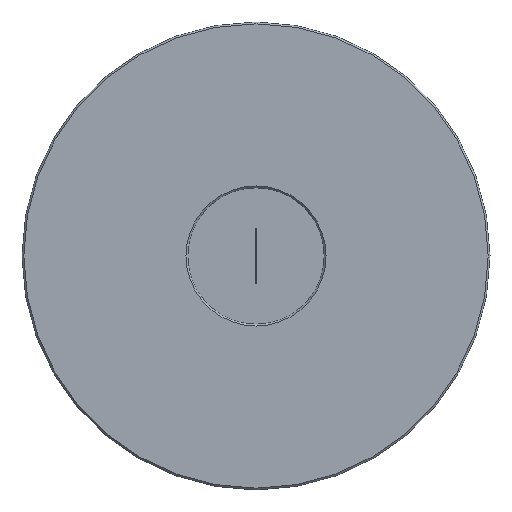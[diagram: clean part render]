
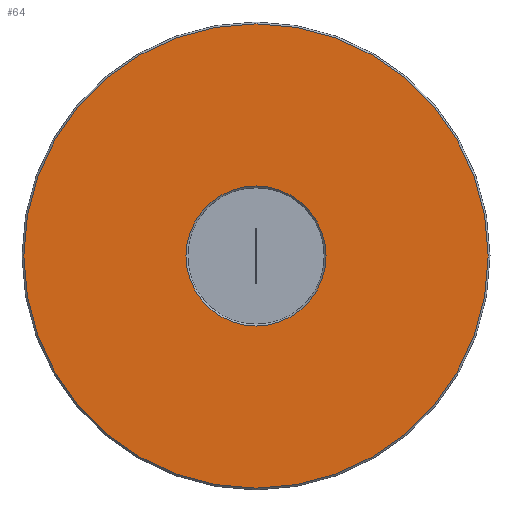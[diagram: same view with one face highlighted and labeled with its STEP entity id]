
A CAD part, left-side view. The second image highlights one B-rep face of the part: STEP entity #64.
In plain terms, the highlighted planar face has unit normal (-1, 0, 0).
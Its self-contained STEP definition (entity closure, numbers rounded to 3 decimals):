
#35 = AXIS2_PLACEMENT_3D ( 'NONE', #533, #600, #734 ) ;
#49 = AXIS2_PLACEMENT_3D ( 'NONE', #175, #98, #455 ) ;
#64 = ADVANCED_FACE ( 'NONE', ( #463, #885 ), #815, .F. ) ;
#98 = DIRECTION ( 'NONE',  ( -1., 0., 0. ) ) ;
#147 = VERTEX_POINT ( 'NONE', #593 ) ;
#159 = ORIENTED_EDGE ( 'NONE', *, *, #688, .T. ) ;
#165 = CIRCLE ( 'NONE', #819, 3.8 ) ;
#175 = CARTESIAN_POINT ( 'NONE',  ( -4.935, 1.437, 25.4 ) ) ;
#189 = ORIENTED_EDGE ( 'NONE', *, *, #466, .T. ) ;
#231 = DIRECTION ( 'NONE',  ( 0., 0., -1. ) ) ;
#270 = DIRECTION ( 'NONE',  ( 0., 0., -1. ) ) ;
#380 = CIRCLE ( 'NONE', #49, 12.6 ) ;
#429 = EDGE_LOOP ( 'NONE', ( #495, #159 ) ) ;
#450 = CARTESIAN_POINT ( 'NONE',  ( -4.935, 1.437, 38. ) ) ;
#455 = DIRECTION ( 'NONE',  ( 0., 0., -1. ) ) ;
#463 = FACE_OUTER_BOUND ( 'NONE', #429, .T. ) ;
#466 = EDGE_CURVE ( 'NONE', #763, #147, #165, .T. ) ;
#471 = EDGE_CURVE ( 'NONE', #588, #830, #380, .T. ) ;
#475 = CIRCLE ( 'NONE', #743, 3.8 ) ;
#483 = CARTESIAN_POINT ( 'NONE',  ( -4.935, 1.437, 25.4 ) ) ;
#495 = ORIENTED_EDGE ( 'NONE', *, *, #471, .T. ) ;
#501 = EDGE_LOOP ( 'NONE', ( #189, #838 ) ) ;
#533 = CARTESIAN_POINT ( 'NONE',  ( -4.935, 1.437, 25.4 ) ) ;
#565 = EDGE_CURVE ( 'NONE', #147, #763, #475, .T. ) ;
#587 = DIRECTION ( 'NONE',  ( 1., 0., 0. ) ) ;
#588 = VERTEX_POINT ( 'NONE', #755 ) ;
#593 = CARTESIAN_POINT ( 'NONE',  ( -4.935, 1.437, 21.6 ) ) ;
#600 = DIRECTION ( 'NONE',  ( 1., 0., 0. ) ) ;
#608 = CARTESIAN_POINT ( 'NONE',  ( -4.935, 1.437, 25.4 ) ) ;
#652 = CARTESIAN_POINT ( 'NONE',  ( -4.935, 1.437, 29.2 ) ) ;
#654 = CIRCLE ( 'NONE', #726, 12.6 ) ;
#688 = EDGE_CURVE ( 'NONE', #830, #588, #654, .T. ) ;
#726 = AXIS2_PLACEMENT_3D ( 'NONE', #483, #767, #270 ) ;
#734 = DIRECTION ( 'NONE',  ( 0., 1., 0. ) ) ;
#743 = AXIS2_PLACEMENT_3D ( 'NONE', #608, #747, #893 ) ;
#747 = DIRECTION ( 'NONE',  ( 1., 0., 0. ) ) ;
#755 = CARTESIAN_POINT ( 'NONE',  ( -4.935, 1.437, 12.8 ) ) ;
#763 = VERTEX_POINT ( 'NONE', #652 ) ;
#767 = DIRECTION ( 'NONE',  ( -1., 0., 0. ) ) ;
#815 = PLANE ( 'NONE',  #35 ) ;
#819 = AXIS2_PLACEMENT_3D ( 'NONE', #883, #587, #231 ) ;
#830 = VERTEX_POINT ( 'NONE', #450 ) ;
#838 = ORIENTED_EDGE ( 'NONE', *, *, #565, .T. ) ;
#883 = CARTESIAN_POINT ( 'NONE',  ( -4.935, 1.437, 25.4 ) ) ;
#885 = FACE_BOUND ( 'NONE', #501, .T. ) ;
#893 = DIRECTION ( 'NONE',  ( 0., 0., -1. ) ) ;
